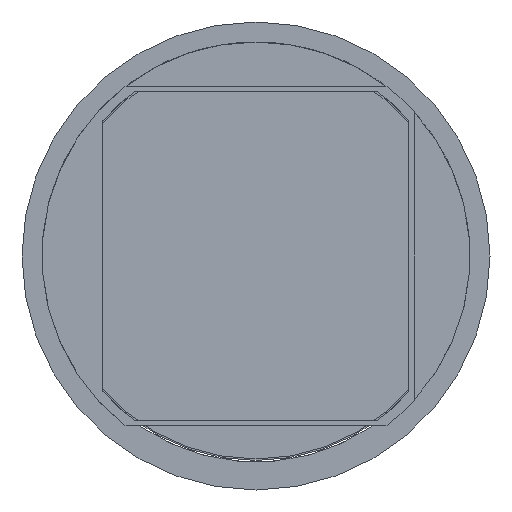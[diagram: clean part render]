
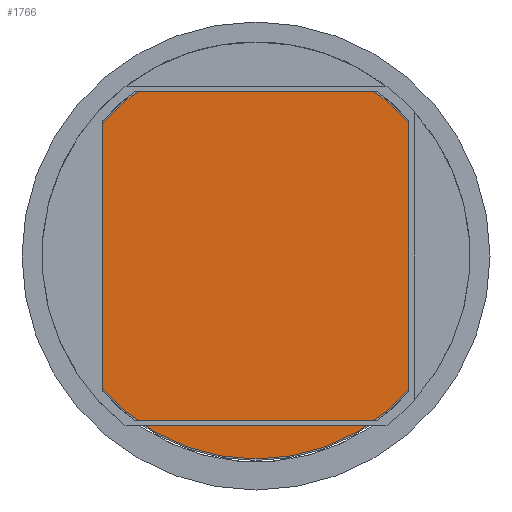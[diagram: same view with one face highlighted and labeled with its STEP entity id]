
A CAD part, front view. The second image highlights one B-rep face of the part: STEP entity #1766.
In plain terms, the highlighted planar face has unit normal (0, -1, 0).
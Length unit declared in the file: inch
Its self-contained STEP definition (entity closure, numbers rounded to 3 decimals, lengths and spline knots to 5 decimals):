
#34 = CARTESIAN_POINT ( 'NONE',  ( 1.35355, 0., 3.75984 ) ) ;
#37 = DIRECTION ( 'NONE',  ( -1., 0., 0. ) ) ;
#100 = CARTESIAN_POINT ( 'NONE',  ( -1.35355, 0., 3.75984 ) ) ;
#364 = EDGE_CURVE ( 'NONE', #2717, #2929, #1988, .T. ) ;
#407 = CARTESIAN_POINT ( 'NONE',  ( 0., 0., 0. ) ) ;
#527 = EDGE_CURVE ( 'NONE', #848, #2929, #2216, .T. ) ;
#572 = EDGE_LOOP ( 'NONE', ( #2191, #2577, #2840 ) ) ;
#643 = DIRECTION ( 'NONE',  ( 0., 0., 1. ) ) ;
#683 = EDGE_CURVE ( 'NONE', #2717, #848, #1973, .T. ) ;
#848 = VERTEX_POINT ( 'NONE', #1582 ) ;
#1042 = CARTESIAN_POINT ( 'NONE',  ( 0., 0., 0. ) ) ;
#1059 = PLANE ( 'NONE',  #1302 ) ;
#1150 = FACE_OUTER_BOUND ( 'NONE', #572, .T. ) ;
#1195 = CARTESIAN_POINT ( 'NONE',  ( 0., 0., 0. ) ) ;
#1293 = DIRECTION ( 'NONE',  ( 0., 0., -1. ) ) ;
#1302 = AXIS2_PLACEMENT_3D ( 'NONE', #407, #2037, #643 ) ;
#1380 = AXIS2_PLACEMENT_3D ( 'NONE', #1195, #2833, #1425 ) ;
#1425 = DIRECTION ( 'NONE',  ( 0., 0., -1. ) ) ;
#1456 = CARTESIAN_POINT ( 'NONE',  ( -1.35355, 0., 3.75984 ) ) ;
#1559 = VECTOR ( 'NONE', #37, 39.37008 ) ;
#1582 = CARTESIAN_POINT ( 'NONE',  ( 0., 0., -3.99606 ) ) ;
#1766 = ADVANCED_FACE ( 'N', ( #1150 ), #1059, .F. ) ;
#1973 = CIRCLE ( 'NONE', #2114, 3.99606 ) ;
#1988 = LINE ( 'NONE', #1456, #1559 ) ;
#2037 = DIRECTION ( 'NONE',  ( 0., 1., 0. ) ) ;
#2114 = AXIS2_PLACEMENT_3D ( 'NONE', #1042, #2696, #1293 ) ;
#2191 = ORIENTED_EDGE ( 'NONE', *, *, #364, .T. ) ;
#2216 = CIRCLE ( 'NONE', #1380, 3.99606 ) ;
#2577 = ORIENTED_EDGE ( 'NONE', *, *, #527, .F. ) ;
#2696 = DIRECTION ( 'NONE',  ( 0., 1., 0. ) ) ;
#2717 = VERTEX_POINT ( 'NONE', #34 ) ;
#2833 = DIRECTION ( 'NONE',  ( 0., 1., 0. ) ) ;
#2840 = ORIENTED_EDGE ( 'NONE', *, *, #683, .F. ) ;
#2929 = VERTEX_POINT ( 'NONE', #100 ) ;
